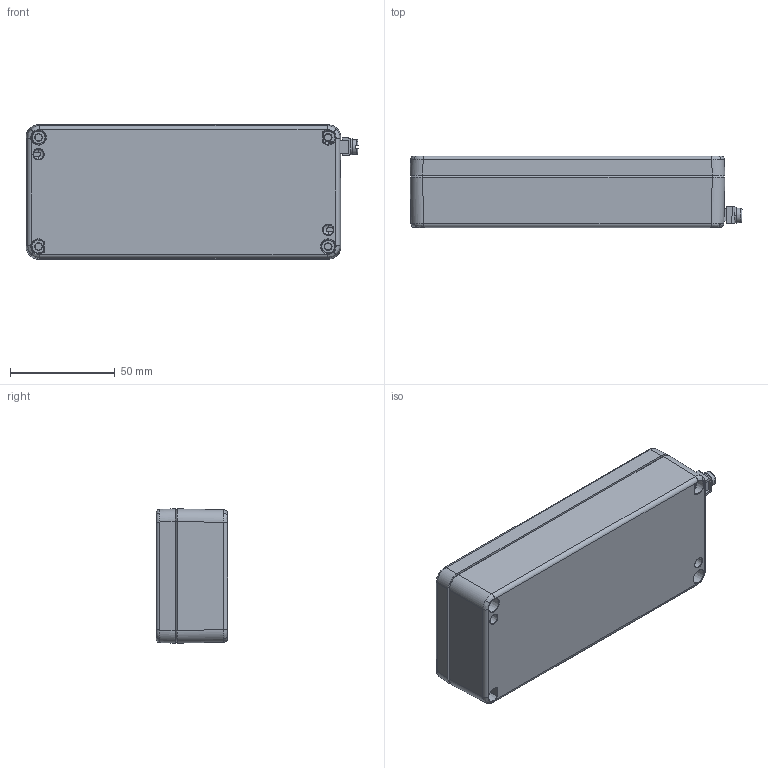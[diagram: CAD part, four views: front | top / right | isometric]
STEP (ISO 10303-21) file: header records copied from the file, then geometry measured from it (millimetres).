
FILE_DESCRIPTION(/* description */ (''),/* implementation_level */ '2;1');
FILE_NAME(/* name */ '15150604000-RST.stp',/* time_stamp */ '2021-09-08T10:41:48+02:00',/* author */ ('sl'),/* organization */ (''),/* preprocessor_version */ 'ST-DEVELOPER v16.5',/* originating_system */ 'Autodesk Inventor 2017',/* authorisation */ '');
FILE_SCHEMA (('AUTOMOTIVE_DESIGN { 1 0 10303 214 3 1 1 }'));
Products named in the file (13): Alu-Ex-Gehäuse-03-BG-0001-15_150604_000; UT-Alu-Ex-Gehäuse-03-BG-0003-15_150604_000; UT-Alu-Ex-Gehäuse-03-BT-0002-15_150604_000; Erdungsschraube88309; 93042; 88309_2; 88309_1; 83014; Erdung92081; Deckel-Alu-Ex-Gehäuse-03-BG-0002-15_150604_000; Deckel-Alu-Ex-Gehäuse-03-BT-0001-15_150604_000; Dichtlippe-Alu-Ex-Gehäuse-03-BT-0003-15_150604_000; SchraubeM4x20-7
Assembly tree (17 placements, depth 4):
  Alu-Ex-Gehäuse-03-BG-0001-15_150604_000
    UT-Alu-Ex-Gehäuse-03-BG-0003-15_150604_000
      UT-Alu-Ex-Gehäuse-03-BT-0002-15_150604_000
      Erdung92081  x3
      Erdungsschraube88309
        93042
        88309_2
        88309_1
        83014
    Deckel-Alu-Ex-Gehäuse-03-BG-0002-15_150604_000
      Deckel-Alu-Ex-Gehäuse-03-BT-0001-15_150604_000
      Dichtlippe-Alu-Ex-Gehäuse-03-BT-0003-15_150604_000
      SchraubeM4x20-7  x4
Bounding box: 158.18 x 34 x 64 mm (x, y, z)
Volume: 101504.6 mm3; surface area: 73389 mm2
Topology: 14 solids, 14 shells, 1339 faces, 3153 edges, 1867 vertices
Faces by surface type: plane 523, bspline 342, cylinder 336, torus 78, cone 56, sphere 4
Full cylindrical faces by diameter (mm): 3.3 x6, 3.52 x4, 4 x5, 4.2 x1, 4.5 x3, 4.7 x3, 4.9 x1, 5 x6, 7 x1, 8 x3
Entity records: 53147 total; most frequent: CARTESIAN_POINT 27424, ORIENTED_EDGE 5372, DIRECTION 4970, EDGE_CURVE 2686, AXIS2_PLACEMENT_3D 1858, VERTEX_POINT 1629, EDGE_LOOP 1395, LINE 1254
